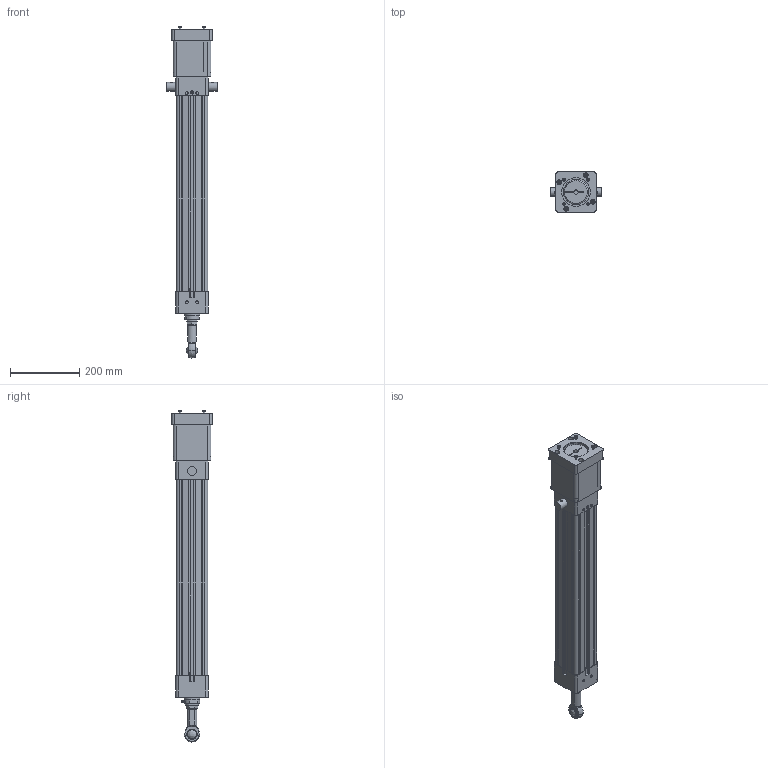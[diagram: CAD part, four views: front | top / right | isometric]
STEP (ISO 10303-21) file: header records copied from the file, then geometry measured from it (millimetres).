
FILE_DESCRIPTION (( 'STEP AP203' ), '1' );
FILE_NAME ('RS-489321-1.step', '2025-05-28T15:59:26', ( '' ), ( '' ), 'SwSTEP 2.0', 'SolidWorks 2024', '' );
FILE_SCHEMA (( 'CONFIG_CONTROL_DESIGN' ));
Length unit declared in the file: inch
Products named in the file (5): Base_RS-489321-1; tempJoin0_11509327_RS-489321-1; 11509397_RS-489321-1; tempJoin0_11509372_RS-489321-1; RS-489321-1
Assembly tree (4 placements, depth 2):
  RS-489321-1
    11509397_RS-489321-1
    tempJoin0_11509372_RS-489321-1
    tempJoin0_11509327_RS-489321-1
    Base_RS-489321-1
Bounding box: 148.08 x 115.82 x 958.71 mm (x, y, z)
Volume: 5489887.6 mm3; surface area: 786865.1 mm2
Topology: 9 solids, 42 shells, 1147 faces, 2716 edges, 1748 vertices
Faces by surface type: plane 690, cylinder 305, cone 127, torus 18, bspline 7
Full cylindrical faces by diameter (mm): 2.769 x1, 2.794 x2, 3.175 x1, 4.2 x4, 4.201 x4, 4.763 x2, 4.768 x2, 4.801 x2, 4.978 x8, 5 x6, 5.001 x4, 5.08 x1, 6.35 x2, 6.528 x6, 6.8 x12, 7.937 x2, 7.938 x4, 8 x12, 8.433 x2, 8.5 x4, 8.738 x10, 8.74 x4, 11.1 x2, 11.125 x2, 13 x20, 13.462 x8, 14.224 x8, 14.3 x4, 16.967 x1, 17.16 x1
Entity records: 32771 total; most frequent: CARTESIAN_POINT 7161, DIRECTION 5391, ORIENTED_EDGE 4612, EDGE_CURVE 2306, AXIS2_PLACEMENT_3D 2045, VERTEX_POINT 1611, EDGE_LOOP 1579, FACE_OUTER_BOUND 1324
